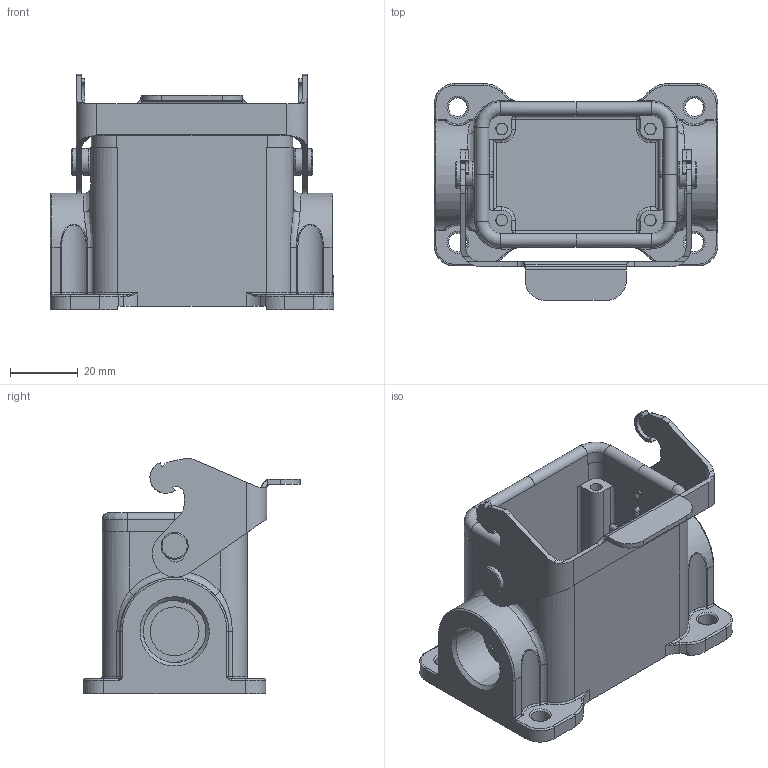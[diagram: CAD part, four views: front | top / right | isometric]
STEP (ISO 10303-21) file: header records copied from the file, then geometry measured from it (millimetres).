
FILE_DESCRIPTION(/* description */ (''),/* implementation_level */ '2;1');
FILE_NAME(/* name */ 'C3D-C146_10N006_802_1.stp',/* time_stamp */ '2016-03-21T09:42:14+01:00',/* author */ ('Amphenol-Tuchel Electronics GmbH'),/* organization */ (''),/* preprocessor_version */ 'ST-DEVELOPER v15',/* originating_system */ 'SIEMENS PLM Software NX 9.0',/* authorisation */ '');
FILE_SCHEMA (('AP203_CONFIGURATION_CONTROLLED_3D_DESIGN_OF_MECHANICAL_PARTS_AND_ASSEMBLIES_MIM_LF { 1 0 10303 403 2 1 2}'));
Length unit declared in the file: millimetre
Products named in the file (1): mber12107186doof
Bounding box: 84.01 x 64.3 x 69.79 mm (x, y, z)
Volume: 71385.2 mm3; surface area: 36330.7 mm2
Topology: 1 solids, 10 shells, 555 faces, 1384 edges, 834 vertices
Faces by surface type: plane 192, cylinder 190, bspline 133, cone 21, torus 8, extrusion 7, revolution 4
Full cylindrical faces by diameter (mm): 4 x2, 5.5 x4, 8 x2, 14.5 x1, 19 x1, 23.539 x1
Entity records: 19054 total; most frequent: CARTESIAN_POINT 6609, ORIENTED_EDGE 2604, DIRECTION 2534, EDGE_CURVE 1302, AXIS2_PLACEMENT_3D 961, VERTEX_POINT 818, EDGE_LOOP 618, VECTOR 608
